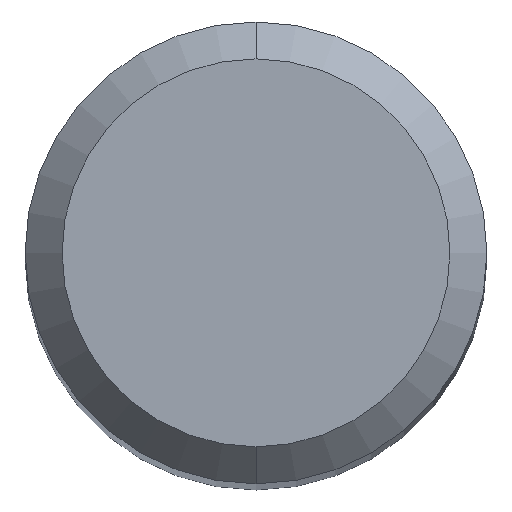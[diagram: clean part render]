
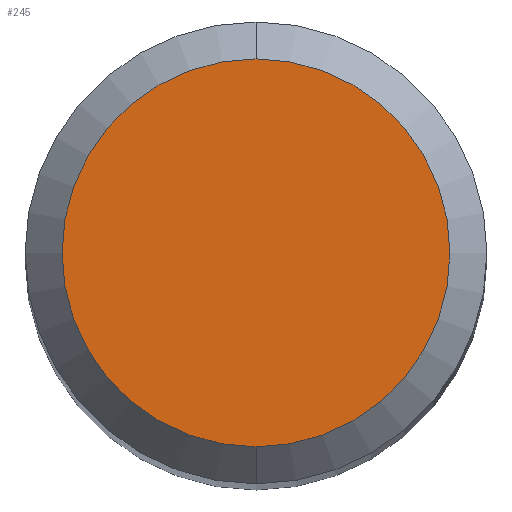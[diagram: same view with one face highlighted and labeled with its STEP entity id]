
A CAD part, top view. The second image highlights one B-rep face of the part: STEP entity #245.
In plain terms, the highlighted planar face has unit normal (0, 0, 1).
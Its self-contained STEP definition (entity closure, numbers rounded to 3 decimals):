
#245=ADVANCED_FACE('',(#541),#542,.T.);
#271=VERTEX_POINT('',#573);
#315=VERTEX_POINT('',#620);
#337=EDGE_CURVE('',#271,#315,#644,.T.);
#435=EDGE_CURVE('',#315,#271,#754,.T.);
#541=FACE_OUTER_BOUND('',#954,.T.);
#542=PLANE('',#955);
#573=CARTESIAN_POINT('',(0.0,2.1,37.697));
#620=CARTESIAN_POINT('',(0.,-2.1,37.697));
#644=CIRCLE('',#1185,2.1);
#754=CIRCLE('',#1401,2.1);
#954=EDGE_LOOP('',(#1484,#1485));
#955=AXIS2_PLACEMENT_3D('',#1486,#1487,#1488);
#1185=AXIS2_PLACEMENT_3D('',#1602,#1603,#1604);
#1401=AXIS2_PLACEMENT_3D('',#1742,#1743,#1744);
#1484=ORIENTED_EDGE('',*,*,#337,.F.);
#1485=ORIENTED_EDGE('',*,*,#435,.F.);
#1486=CARTESIAN_POINT('',(0.0,1.05,37.697));
#1487=DIRECTION('',(-0.0,0.0,1.0));
#1488=DIRECTION('',(0.0,-1.0,0.0));
#1602=CARTESIAN_POINT('',(0.0,0.0,37.697));
#1603=DIRECTION('',(0.0,0.0,-1.0));
#1604=DIRECTION('',(0.0,1.0,0.0));
#1742=CARTESIAN_POINT('',(0.0,0.0,37.697));
#1743=DIRECTION('',(0.0,0.0,-1.0));
#1744=DIRECTION('',(0.0,1.0,0.0));
